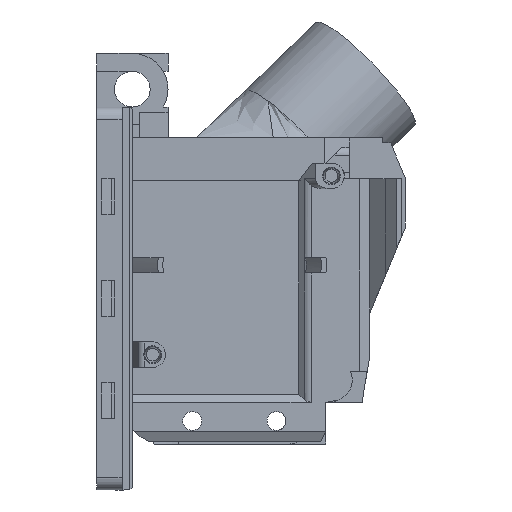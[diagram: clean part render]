
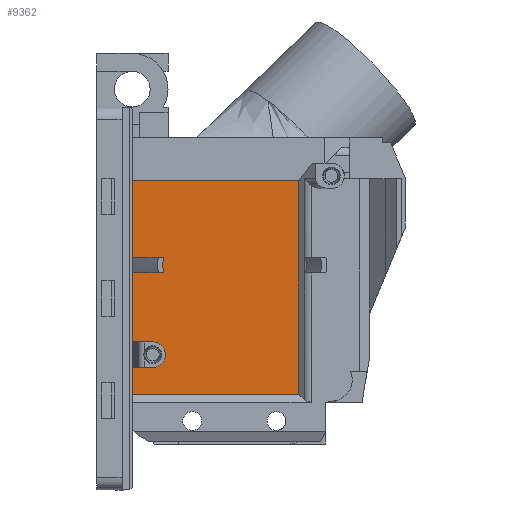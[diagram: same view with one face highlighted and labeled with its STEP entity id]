
A CAD part, left-side view. The second image highlights one B-rep face of the part: STEP entity #9362.
In plain terms, the highlighted planar face has unit normal (-1, 0, 0).
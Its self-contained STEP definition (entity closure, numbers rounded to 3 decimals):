
#103=FACE_BOUND('',#1476,.T.);
#457=PLANE('',#10122);
#930=FACE_OUTER_BOUND('',#1475,.T.);
#1475=EDGE_LOOP('',(#8507,#8508,#8509,#8510,#8511,#8512,#8513,#8514,#8515,
#8516));
#1476=EDGE_LOOP('',(#8517,#8518,#8519,#8520));
#1764=CIRCLE('',#10008,15.5);
#1765=CIRCLE('',#10012,2.5);
#1771=CIRCLE('',#10047,21.5);
#1772=CIRCLE('',#10048,21.5);
#2470=LINE('',#17469,#3419);
#2472=LINE('',#17475,#3421);
#2665=LINE('',#18171,#3614);
#2668=LINE('',#18182,#3617);
#2669=LINE('',#18189,#3618);
#2673=LINE('',#18198,#3622);
#2675=LINE('',#18201,#3624);
#2703=LINE('',#18268,#3652);
#2780=LINE('',#18470,#3729);
#2781=LINE('',#18472,#3730);
#3419=VECTOR('',#11530,10.);
#3421=VECTOR('',#11534,10.);
#3614=VECTOR('',#12103,10.);
#3617=VECTOR('',#12112,10.);
#3618=VECTOR('',#12115,10.);
#3622=VECTOR('',#12125,10.);
#3624=VECTOR('',#12129,1.);
#3652=VECTOR('',#12227,10.);
#3729=VECTOR('',#12448,10.);
#3730=VECTOR('',#12451,10.);
#4395=VERTEX_POINT('',#17466);
#4396=VERTEX_POINT('',#17468);
#4398=VERTEX_POINT('',#17472);
#4399=VERTEX_POINT('',#17474);
#4584=VERTEX_POINT('',#18169);
#4585=VERTEX_POINT('',#18170);
#4586=VERTEX_POINT('',#18177);
#4587=VERTEX_POINT('',#18181);
#4588=VERTEX_POINT('',#18187);
#4589=VERTEX_POINT('',#18188);
#4590=VERTEX_POINT('',#18193);
#4591=VERTEX_POINT('',#18197);
#4595=VERTEX_POINT('',#18267);
#4642=VERTEX_POINT('',#18468);
#5514=EDGE_CURVE('',#4395,#4396,#2470,.T.);
#5517=EDGE_CURVE('',#4398,#4399,#2472,.T.);
#5815=EDGE_CURVE('',#4584,#4585,#2665,.T.);
#5818=EDGE_CURVE('',#4586,#4584,#1764,.T.);
#5820=EDGE_CURVE('',#4587,#4586,#2668,.T.);
#5822=EDGE_CURVE('',#4588,#4589,#2669,.T.);
#5825=EDGE_CURVE('',#4590,#4589,#1765,.T.);
#5827=EDGE_CURVE('',#4591,#4590,#2673,.T.);
#5829=EDGE_CURVE('',#4588,#4591,#2675,.T.);
#5863=EDGE_CURVE('',#4398,#4587,#1771,.T.);
#5864=EDGE_CURVE('',#4585,#4396,#1772,.T.);
#5865=EDGE_CURVE('',#4595,#4395,#2703,.T.);
#5966=EDGE_CURVE('',#4595,#4642,#2780,.T.);
#5967=EDGE_CURVE('',#4642,#4399,#2781,.F.);
#8507=ORIENTED_EDGE('',*,*,#5517,.F.);
#8508=ORIENTED_EDGE('',*,*,#5863,.T.);
#8509=ORIENTED_EDGE('',*,*,#5820,.T.);
#8510=ORIENTED_EDGE('',*,*,#5818,.T.);
#8511=ORIENTED_EDGE('',*,*,#5815,.T.);
#8512=ORIENTED_EDGE('',*,*,#5864,.T.);
#8513=ORIENTED_EDGE('',*,*,#5514,.F.);
#8514=ORIENTED_EDGE('',*,*,#5865,.F.);
#8515=ORIENTED_EDGE('',*,*,#5966,.T.);
#8516=ORIENTED_EDGE('',*,*,#5967,.T.);
#8517=ORIENTED_EDGE('',*,*,#5829,.T.);
#8518=ORIENTED_EDGE('',*,*,#5827,.T.);
#8519=ORIENTED_EDGE('',*,*,#5825,.T.);
#8520=ORIENTED_EDGE('',*,*,#5822,.F.);
#9362=ADVANCED_FACE('',(#930,#103),#457,.T.);
#10008=AXIS2_PLACEMENT_3D('',#18178,#12107,#12108);
#10012=AXIS2_PLACEMENT_3D('',#18194,#12120,#12121);
#10047=AXIS2_PLACEMENT_3D('',#18264,#12221,#12222);
#10048=AXIS2_PLACEMENT_3D('',#18265,#12223,#12224);
#10122=AXIS2_PLACEMENT_3D('',#18471,#12449,#12450);
#11530=DIRECTION('',(0.,0.,1.));
#11534=DIRECTION('',(0.,0.,1.));
#12103=DIRECTION('',(0.,1.,0.));
#12107=DIRECTION('center_axis',(-1.,0.,0.));
#12108=DIRECTION('ref_axis',(0.,-1.,0.));
#12112=DIRECTION('',(0.,-1.,0.));
#12115=DIRECTION('',(0.,-1.,0.));
#12120=DIRECTION('center_axis',(1.,0.,0.));
#12121=DIRECTION('ref_axis',(0.,-1.,0.));
#12125=DIRECTION('',(0.,-1.,0.));
#12129=DIRECTION('',(0.,0.,1.));
#12221=DIRECTION('center_axis',(1.,0.,0.));
#12222=DIRECTION('ref_axis',(0.,1.,0.));
#12223=DIRECTION('center_axis',(1.,0.,0.));
#12224=DIRECTION('ref_axis',(0.,1.,0.));
#12227=DIRECTION('',(0.,1.,0.));
#12448=DIRECTION('',(0.,0.,1.));
#12449=DIRECTION('center_axis',(-1.,0.,0.));
#12450=DIRECTION('ref_axis',(0.,-1.,0.));
#12451=DIRECTION('',(0.,-1.,0.));
#17466=CARTESIAN_POINT('',(-22.,20.,10.711));
#17468=CARTESIAN_POINT('',(-22.,20.,35.999));
#17469=CARTESIAN_POINT('',(-22.,20.,44.75));
#17472=CARTESIAN_POINT('',(-22.,20.,36.001));
#17474=CARTESIAN_POINT('',(-22.,20.,52.6));
#17475=CARTESIAN_POINT('',(-22.,20.,44.75));
#18169=CARTESIAN_POINT('',(-22.,13.927,34.5));
#18170=CARTESIAN_POINT('',(-22.,19.948,34.5));
#18171=CARTESIAN_POINT('',(-22.,1.214,34.5));
#18177=CARTESIAN_POINT('',(-22.,13.927,37.5));
#18178=CARTESIAN_POINT('Origin',(-22.,-1.5,36.));
#18181=CARTESIAN_POINT('',(-22.,19.948,37.5));
#18182=CARTESIAN_POINT('',(-22.,1.716,37.5));
#18187=CARTESIAN_POINT('',(-22.,19.9,16.));
#18188=CARTESIAN_POINT('',(-22.,16.,16.));
#18189=CARTESIAN_POINT('',(-22.,3.5,16.));
#18193=CARTESIAN_POINT('',(-22.,15.751,20.988));
#18194=CARTESIAN_POINT('Origin',(-22.,16.,18.5));
#18197=CARTESIAN_POINT('',(-22.,19.9,20.988));
#18198=CARTESIAN_POINT('',(-22.,-1.968,20.988));
#18201=CARTESIAN_POINT('',(-22.,19.9,16.));
#18264=CARTESIAN_POINT('Origin',(-22.,-1.5,36.));
#18265=CARTESIAN_POINT('Origin',(-22.,-1.5,36.));
#18267=CARTESIAN_POINT('',(-22.,-12.603,10.711));
#18268=CARTESIAN_POINT('',(-22.,-11.216,10.711));
#18468=CARTESIAN_POINT('',(-22.,-12.603,52.6));
#18470=CARTESIAN_POINT('',(-22.,-12.603,26.869));
#18471=CARTESIAN_POINT('Origin',(-22.,-11.5,32.406));
#18472=CARTESIAN_POINT('',(-22.,-5.125,52.6));
